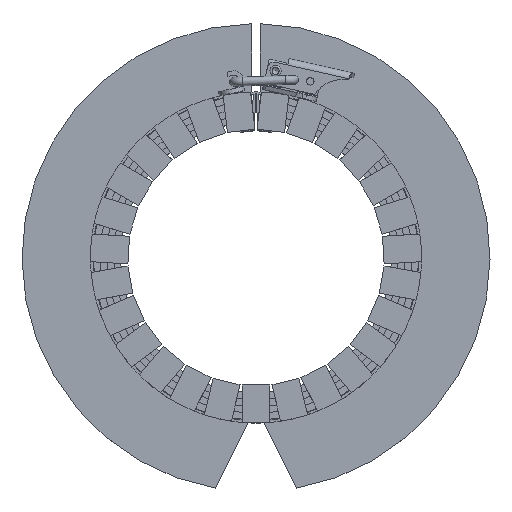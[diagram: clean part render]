
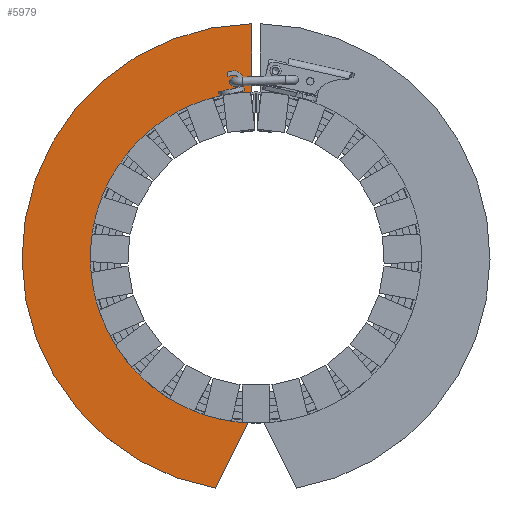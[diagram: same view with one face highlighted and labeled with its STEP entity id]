
A CAD part, top view. The second image highlights one B-rep face of the part: STEP entity #5979.
In plain terms, the highlighted planar face has unit normal (0, 0, 1).
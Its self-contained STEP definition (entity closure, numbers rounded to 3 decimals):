
#5843=CARTESIAN_POINT('',(-3.,-60.926,-26.95));
#5844=VERTEX_POINT('',#5843);
#5851=CARTESIAN_POINT('',(-14.973,-84.94,-26.95));
#5852=VERTEX_POINT('',#5851);
#5853=CARTESIAN_POINT('',(-14.973,-84.94,-26.95));
#5854=DIRECTION('',(0.446,0.895,0.0));
#5855=VECTOR('',#5854,26.833);
#5856=LINE('',#5853,#5855);
#5857=EDGE_CURVE('',#5852,#5844,#5856,.T.);
#5882=CARTESIAN_POINT('',(-1.5,60.982,-26.95));
#5883=VERTEX_POINT('',#5882);
#5890=CARTESIAN_POINT('',(0.0,0.0,-26.95));
#5891=DIRECTION('',(0.0,0.0,-1.0));
#5892=DIRECTION('',(-0.049,-0.999,0.0));
#5893=AXIS2_PLACEMENT_3D('',#5890,#5891,#5892);
#5894=CIRCLE('',#5893,61.0);
#5895=EDGE_CURVE('',#5844,#5883,#5894,.T.);
#5914=CARTESIAN_POINT('',(-1.5,86.237,-26.95));
#5915=VERTEX_POINT('',#5914);
#5922=CARTESIAN_POINT('',(-1.5,60.982,-26.95));
#5923=DIRECTION('',(0.0,1.0,0.0));
#5924=VECTOR('',#5923,25.255);
#5925=LINE('',#5922,#5924);
#5926=EDGE_CURVE('',#5883,#5915,#5925,.T.);
#5945=CARTESIAN_POINT('',(0.0,0.0,-26.95));
#5946=DIRECTION('',(0.0,0.0,1.0));
#5947=DIRECTION('',(0.174,0.985,0.0));
#5948=AXIS2_PLACEMENT_3D('',#5945,#5946,#5947);
#5949=CIRCLE('',#5948,86.25);
#5950=EDGE_CURVE('',#5915,#5852,#5949,.T.);
#5968=CARTESIAN_POINT('',(-41.608,2.124,-26.95));
#5969=DIRECTION('',(0.0,0.0,-1.0));
#5970=DIRECTION('',(-1.0,0.0,0.0));
#5971=AXIS2_PLACEMENT_3D('',#5968,#5969,#5970);
#5972=PLANE('',#5971);
#5973=ORIENTED_EDGE('',*,*,#5950,.T.);
#5974=ORIENTED_EDGE('',*,*,#5857,.T.);
#5975=ORIENTED_EDGE('',*,*,#5895,.T.);
#5976=ORIENTED_EDGE('',*,*,#5926,.T.);
#5977=EDGE_LOOP('',(#5973,#5974,#5975,#5976));
#5978=FACE_OUTER_BOUND('',#5977,.T.);
#5979=ADVANCED_FACE('',(#5978),#5972,.F.);
